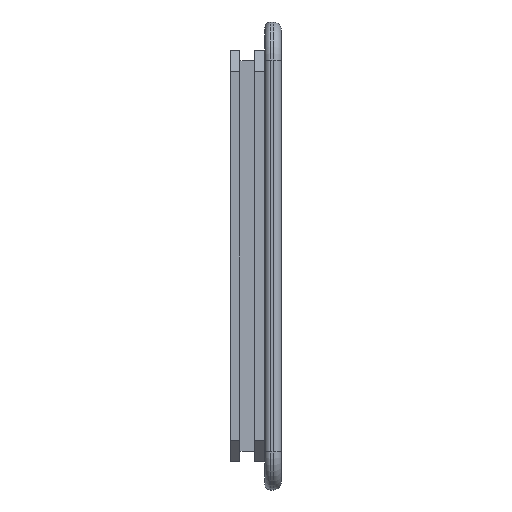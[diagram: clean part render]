
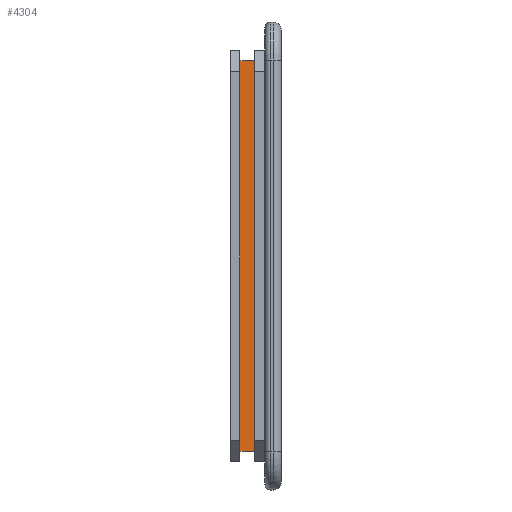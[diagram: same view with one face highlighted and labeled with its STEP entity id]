
A CAD part, left-side view. The second image highlights one B-rep face of the part: STEP entity #4304.
In plain terms, the highlighted planar face has unit normal (-1, 0, 0).
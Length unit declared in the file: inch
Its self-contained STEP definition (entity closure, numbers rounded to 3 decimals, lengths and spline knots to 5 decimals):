
#62 = CARTESIAN_POINT ( 'NONE',  ( 0.0715, 0.049, -0.0715 ) ) ;
#284 = VERTEX_POINT ( 'NONE', #1193 ) ;
#312 = VERTEX_POINT ( 'NONE', #2852 ) ;
#413 = VECTOR ( 'NONE', #2844, 39.37008 ) ;
#470 = DIRECTION ( 'NONE',  ( 0., 1., 0. ) ) ;
#598 = EDGE_CURVE ( 'NONE', #3942, #312, #5412, .T. ) ;
#758 = ORIENTED_EDGE ( 'NONE', *, *, #5483, .T. ) ;
#1193 = CARTESIAN_POINT ( 'NONE',  ( 0.0715, 0.049, -0.7885 ) ) ;
#1267 = ORIENTED_EDGE ( 'NONE', *, *, #2458, .F. ) ;
#1365 = AXIS2_PLACEMENT_3D ( 'NONE', #3646, #2722, #4087 ) ;
#1894 = LINE ( 'NONE', #3754, #3116 ) ;
#1902 = VERTEX_POINT ( 'NONE', #5664 ) ;
#1984 = EDGE_CURVE ( 'NONE', #284, #1902, #1894, .T. ) ;
#2299 = DIRECTION ( 'NONE',  ( 0., 0., 1. ) ) ;
#2458 = EDGE_CURVE ( 'NONE', #284, #3942, #3836, .T. ) ;
#2722 = DIRECTION ( 'NONE',  ( -1., 0., 0. ) ) ;
#2828 = ORIENTED_EDGE ( 'NONE', *, *, #598, .F. ) ;
#2844 = DIRECTION ( 'NONE',  ( 0., 0., 1. ) ) ;
#2852 = CARTESIAN_POINT ( 'NONE',  ( 0.0715, 0.076, -0.0715 ) ) ;
#2877 = CARTESIAN_POINT ( 'NONE',  ( 0.0715, 0.049, -0.7885 ) ) ;
#3116 = VECTOR ( 'NONE', #2299, 39.37008 ) ;
#3131 = FACE_OUTER_BOUND ( 'NONE', #3858, .T. ) ;
#3341 = DIRECTION ( 'NONE',  ( 0., 1., 0. ) ) ;
#3533 = LINE ( 'NONE', #62, #4417 ) ;
#3538 = PLANE ( 'NONE',  #1365 ) ;
#3619 = CARTESIAN_POINT ( 'NONE',  ( 0.0715, 0.076, -0.7885 ) ) ;
#3646 = CARTESIAN_POINT ( 'NONE',  ( 0.0715, 0.049, -0.7885 ) ) ;
#3754 = CARTESIAN_POINT ( 'NONE',  ( 0.0715, 0.049, -0.7885 ) ) ;
#3836 = LINE ( 'NONE', #2877, #3875 ) ;
#3858 = EDGE_LOOP ( 'NONE', ( #2828, #1267, #3872, #758 ) ) ;
#3872 = ORIENTED_EDGE ( 'NONE', *, *, #1984, .T. ) ;
#3875 = VECTOR ( 'NONE', #3341, 39.37008 ) ;
#3942 = VERTEX_POINT ( 'NONE', #3619 ) ;
#4087 = DIRECTION ( 'NONE',  ( 0., 0., 1. ) ) ;
#4304 = ADVANCED_FACE ( 'NONE', ( #3131 ), #3538, .T. ) ;
#4417 = VECTOR ( 'NONE', #470, 39.37008 ) ;
#5412 = LINE ( 'NONE', #5595, #413 ) ;
#5483 = EDGE_CURVE ( 'NONE', #1902, #312, #3533, .T. ) ;
#5595 = CARTESIAN_POINT ( 'NONE',  ( 0.0715, 0.076, -0.7885 ) ) ;
#5664 = CARTESIAN_POINT ( 'NONE',  ( 0.0715, 0.049, -0.0715 ) ) ;
